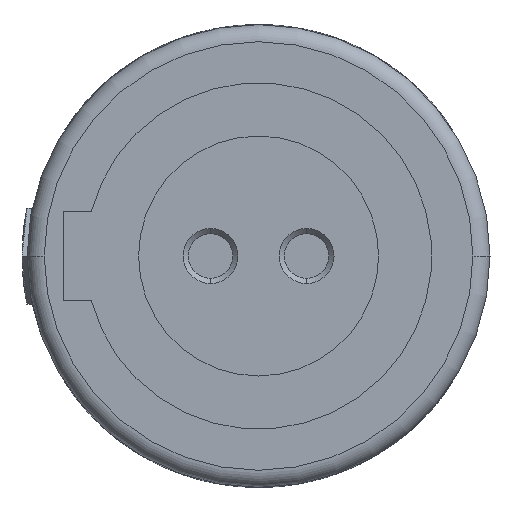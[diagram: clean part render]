
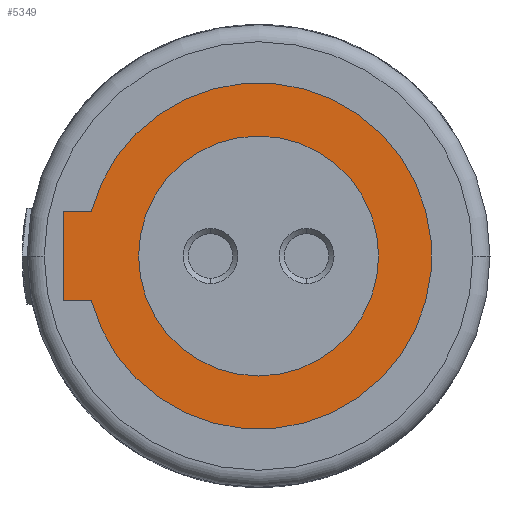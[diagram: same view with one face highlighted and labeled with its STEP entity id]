
A CAD part, left-side view. The second image highlights one B-rep face of the part: STEP entity #5349.
In plain terms, the highlighted planar face has unit normal (-1, 0, 0).
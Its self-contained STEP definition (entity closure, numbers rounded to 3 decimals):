
#1986=DIRECTION('',(0.,1.,0.));
#1987=VECTOR('',#1986,0.82);
#1988=CARTESIAN_POINT('',(0.,4.88,-1.3));
#1989=LINE('',#1988,#1987);
#1990=DIRECTION('',(0.,0.,1.));
#1991=VECTOR('',#1990,2.6);
#1992=CARTESIAN_POINT('',(0.,5.7,-1.3));
#1993=LINE('',#1992,#1991);
#1994=DIRECTION('',(0.,-1.,0.));
#1995=VECTOR('',#1994,0.82);
#1996=CARTESIAN_POINT('',(0.,5.7,1.3));
#1997=LINE('',#1996,#1995);
#1998=CARTESIAN_POINT('',(0.,0.,0.));
#1999=DIRECTION('',(1.,0.,0.));
#2000=DIRECTION('',(0.,0.,-1.));
#2001=AXIS2_PLACEMENT_3D('',#1998,#1999,#2000);
#2003=CARTESIAN_POINT('',(0.,0.,0.));
#2004=DIRECTION('',(1.,0.,0.));
#2005=DIRECTION('',(0.,0.,1.));
#2006=AXIS2_PLACEMENT_3D('',#2003,#2004,#2005);
#2017=CARTESIAN_POINT('',(0.,0.,0.));
#2018=DIRECTION('',(-1.,0.,0.));
#2019=DIRECTION('',(0.,0.966,-0.257));
#2020=AXIS2_PLACEMENT_3D('',#2017,#2018,#2019);
#2462=CARTESIAN_POINT('',(0.,0.,-3.5));
#2463=VERTEX_POINT('',#2462);
#2464=CARTESIAN_POINT('',(0.,0.,3.5));
#2465=VERTEX_POINT('',#2464);
#2778=CARTESIAN_POINT('',(0.,5.7,-1.3));
#2779=CARTESIAN_POINT('',(0.,5.7,1.3));
#2780=VERTEX_POINT('',#2778);
#2781=VERTEX_POINT('',#2779);
#2782=CARTESIAN_POINT('',(0.,4.88,-1.3));
#2783=VERTEX_POINT('',#2782);
#2784=CARTESIAN_POINT('',(0.,4.88,1.3));
#2785=VERTEX_POINT('',#2784);
#5329=CARTESIAN_POINT('',(0.,0.,0.));
#5330=DIRECTION('',(1.,0.,0.));
#5331=DIRECTION('',(0.,0.,-1.));
#5332=AXIS2_PLACEMENT_3D('',#5329,#5330,#5331);
#5333=PLANE('',#5332);
#5335=ORIENTED_EDGE('',*,*,#5334,.F.);
#5336=ORIENTED_EDGE('',*,*,#5312,.T.);
#5338=ORIENTED_EDGE('',*,*,#5337,.T.);
#5340=ORIENTED_EDGE('',*,*,#5339,.T.);
#5341=EDGE_LOOP('',(#5335,#5336,#5338,#5340));
#5342=FACE_OUTER_BOUND('',#5341,.F.);
#5344=ORIENTED_EDGE('',*,*,#5343,.F.);
#5346=ORIENTED_EDGE('',*,*,#5345,.F.);
#5347=EDGE_LOOP('',(#5344,#5346));
#5348=FACE_BOUND('',#5347,.F.);
#2002=CIRCLE('',#2001,3.5);
#2007=CIRCLE('',#2006,3.5);
#2021=CIRCLE('',#2020,5.05);
#5312=EDGE_CURVE('',#2783,#2780,#1989,.T.);
#5334=EDGE_CURVE('',#2783,#2785,#2021,.T.);
#5337=EDGE_CURVE('',#2780,#2781,#1993,.T.);
#5339=EDGE_CURVE('',#2781,#2785,#1997,.T.);
#5343=EDGE_CURVE('',#2463,#2465,#2002,.T.);
#5345=EDGE_CURVE('',#2465,#2463,#2007,.T.);
#5349=ADVANCED_FACE('',(#5342,#5348),#5333,.F.);
